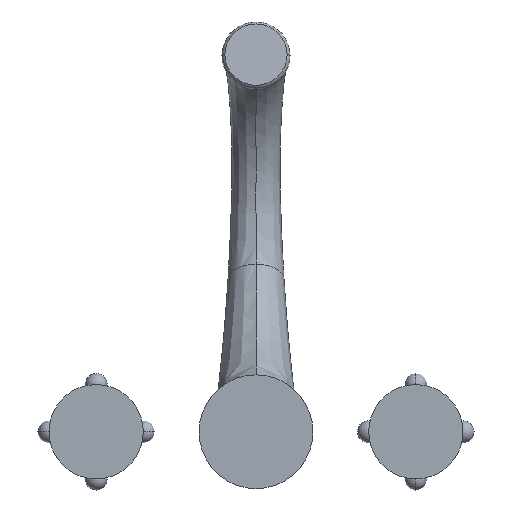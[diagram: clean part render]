
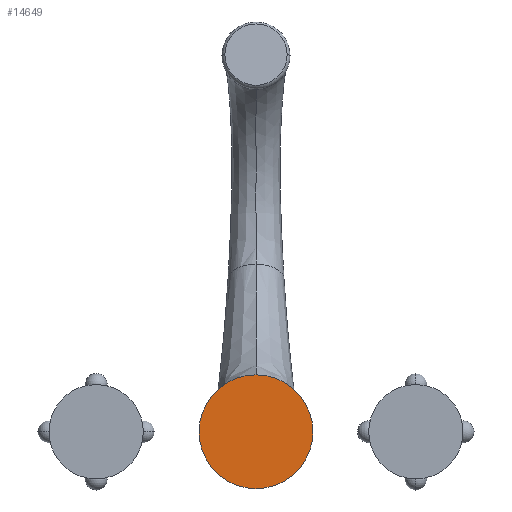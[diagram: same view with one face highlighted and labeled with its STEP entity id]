
A CAD part, front view. The second image highlights one B-rep face of the part: STEP entity #14649.
In plain terms, the highlighted planar face has unit normal (0, -1, 0).
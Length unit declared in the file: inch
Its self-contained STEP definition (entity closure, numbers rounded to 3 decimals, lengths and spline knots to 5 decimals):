
#13667=CARTESIAN_POINT('',(0.,0.,0.));
#13668=DIRECTION('',(0.,1.,0.));
#13669=DIRECTION('',(1.,0.,0.));
#13670=AXIS2_PLACEMENT_3D('',#13667,#13668,#13669);
#13672=CARTESIAN_POINT('',(0.,0.,0.));
#13673=DIRECTION('',(0.,-1.,0.));
#13674=DIRECTION('',(1.,0.,0.));
#13675=AXIS2_PLACEMENT_3D('',#13672,#13673,#13674);
#13677=CARTESIAN_POINT('',(1.425,0.,0.));
#13679=VERTEX_POINT('',#13677);
#13681=CARTESIAN_POINT('',(-1.425,0.,0.));
#13683=VERTEX_POINT('',#13681);
#14640=CARTESIAN_POINT('',(0.,0.,0.));
#14641=DIRECTION('',(0.,-1.,0.));
#14642=DIRECTION('',(-1.,0.,0.));
#14643=AXIS2_PLACEMENT_3D('',#14640,#14641,#14642);
#14644=PLANE('',#14643);
#14645=ORIENTED_EDGE('',*,*,#14633,.F.);
#14646=ORIENTED_EDGE('',*,*,#14622,.T.);
#14647=EDGE_LOOP('',(#14645,#14646));
#14648=FACE_OUTER_BOUND('',#14647,.F.);
#14649=ADVANCED_FACE('',(#14648),#14644,.T.);
#13671=CIRCLE('',#13670,1.425);
#13676=CIRCLE('',#13675,1.425);
#14622=EDGE_CURVE('',#13679,#13683,#13671,.T.);
#14633=EDGE_CURVE('',#13679,#13683,#13676,.T.);
